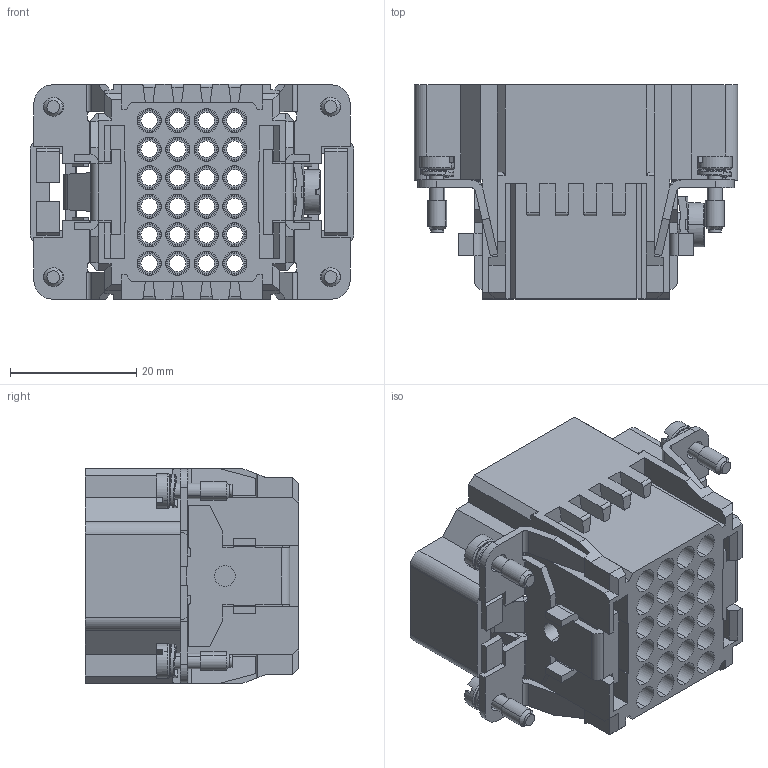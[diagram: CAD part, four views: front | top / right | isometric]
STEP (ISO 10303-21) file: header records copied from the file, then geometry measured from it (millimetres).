
FILE_DESCRIPTION (( 'STEP AP203' ), '1' );
FILE_NAME ('291213024.step', '2025-02-12T17:51:19', ( '' ), ( '' ), 'SwSTEP 2.0', 'SolidWorks 2024', '' );
FILE_SCHEMA (( 'CONFIG_CONTROL_DESIGN' ));
Length unit declared in the file: inch
Products named in the file (1): 291213024
Bounding box: 51.31 x 33.95 x 34.2 mm (x, y, z)
Volume: 17652.7 mm3; surface area: 20883.3 mm2
Topology: 13 solids, 13 shells, 1279 faces, 3271 edges, 2134 vertices
Faces by surface type: plane 676, cylinder 511, bspline 61, cone 18, torus 13
Entity records: 41718 total; most frequent: CARTESIAN_POINT 10556, ORIENTED_EDGE 6542, DIRECTION 6367, EDGE_CURVE 3271, AXIS2_PLACEMENT_3D 2152, VERTEX_POINT 2134, VECTOR 2063, LINE 2063
